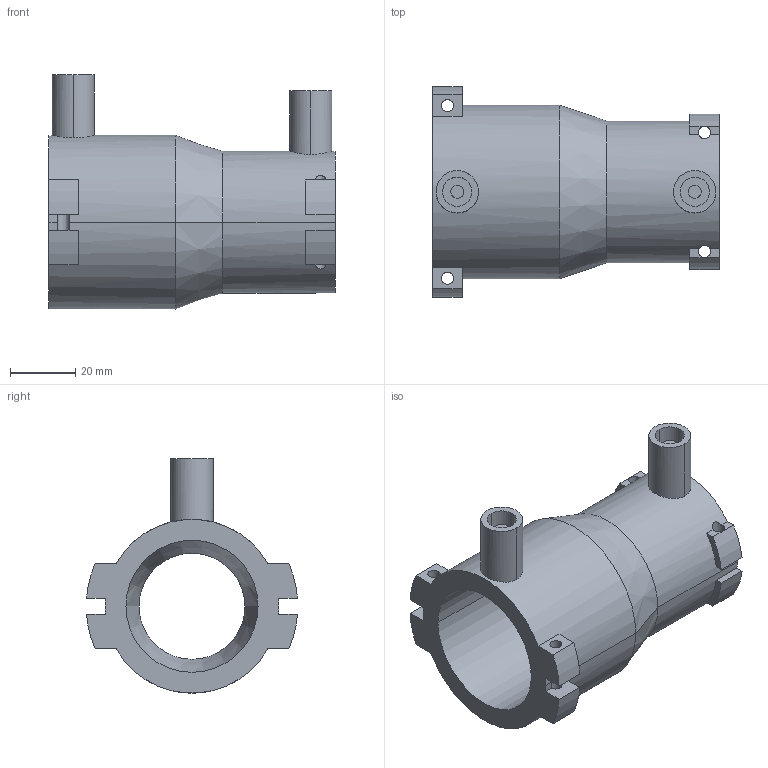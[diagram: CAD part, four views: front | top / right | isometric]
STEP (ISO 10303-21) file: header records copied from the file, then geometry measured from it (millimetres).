
FILE_DESCRIPTION(('STEP AP214'),'1');
FILE_NAME('cctmp_AD175C48-6067-45DA-A2DF-D2B07CEA5D83_2020_6_8_10_27_41_650..stp','2020-06-08T08:27:41',('Georg Fischer Piping Systems Ltd.'),('CADClick - www.CADClick.com'),'Spatial InterOp 3D',' ','unknown authorization');
FILE_SCHEMA(('AUTOMOTIVE_DESIGN'));
Length unit declared in the file: millimetre
Products named in the file (1): 753901646
Bounding box: 88 x 64.81 x 72 mm (x, y, z)
Volume: 77044.7 mm3; surface area: 30378.9 mm2
Topology: 1 solids, 1 shells, 76 faces, 218 edges, 144 vertices
Faces by surface type: cylinder 40, plane 32, cone 4
Entity records: 3406 total; most frequent: CARTESIAN_POINT 697, DIRECTION 448, ORIENTED_EDGE 436, EDGE_CURVE 218, AXIS2_PLACEMENT_3D 171, VERTEX_POINT 144, LINE 106, VECTOR 106
